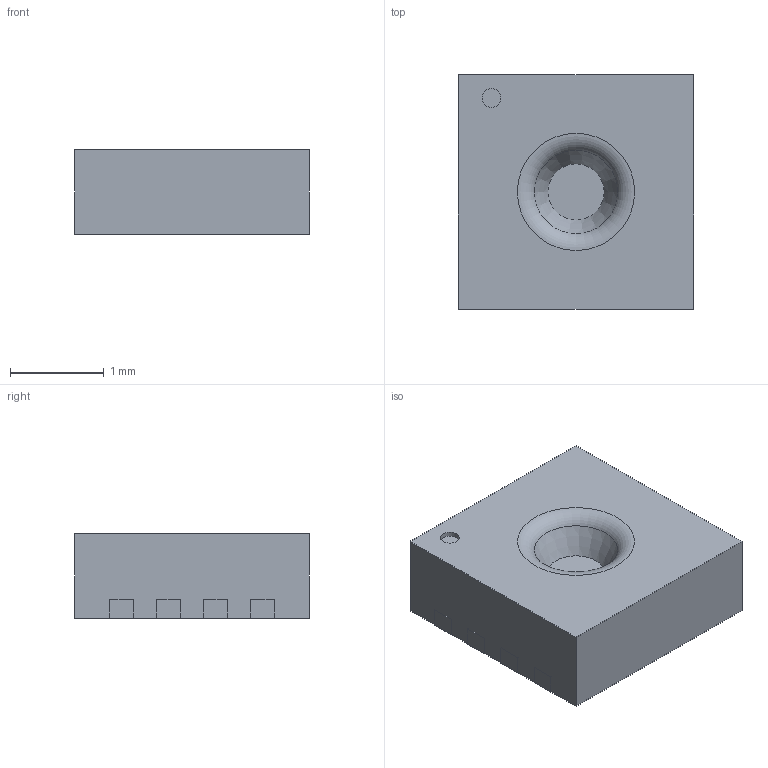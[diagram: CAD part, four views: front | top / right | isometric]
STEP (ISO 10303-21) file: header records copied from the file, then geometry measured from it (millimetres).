
FILE_DESCRIPTION(('FreeCAD Model'),'2;1');
FILE_NAME('Sensirion_SHT3x.step','2018-12-21T14:29:03',( 'kicad StepUp'),('ksu MCAD'),'Open CASCADE STEP processor 7.2', 'FreeCAD','Unknown');
FILE_SCHEMA(('AUTOMOTIVE_DESIGN { 1 0 10303 214 1 1 1 1 }'));
Length unit declared in the file: millimetre
Products named in the file (1): Sensirion_SHT3x
Bounding box: 2.51 x 2.5 x 0.9 mm (x, y, z)
Surface area: 30.2 mm2
Topology: 10 solids, 10 shells, 66 faces, 131 edges, 87 vertices
Faces by surface type: plane 55, cylinder 9, torus 1, cone 1
Full cylindrical faces by diameter (mm): 0.2 x1
Entity records: 2146 total; most frequent: DIRECTION 287, CARTESIAN_POINT 285, ORIENTED_EDGE 262, EDGE_CURVE 131, LINE 109, VECTOR 109, AXIS2_PLACEMENT_3D 89, VERTEX_POINT 87
